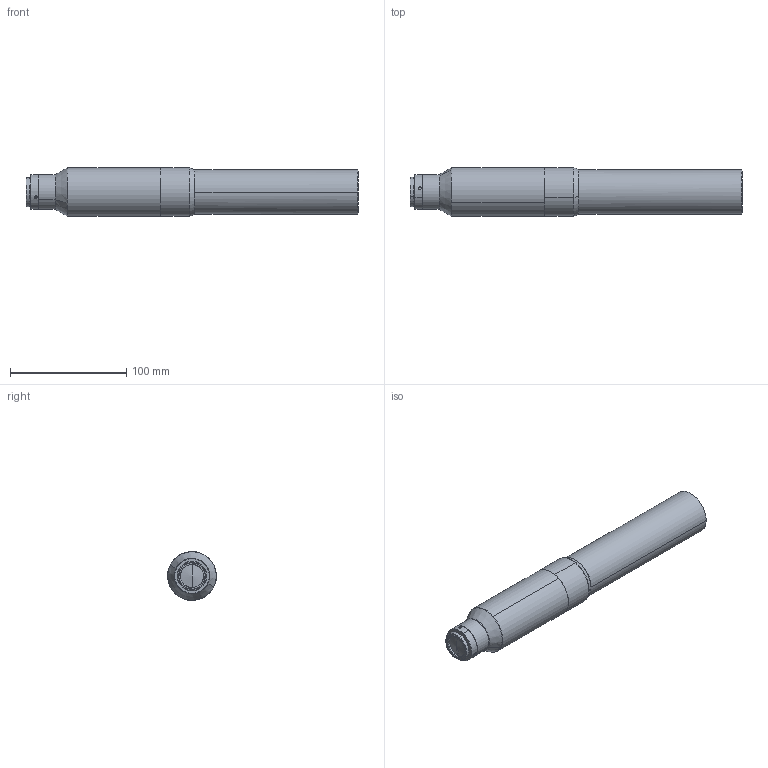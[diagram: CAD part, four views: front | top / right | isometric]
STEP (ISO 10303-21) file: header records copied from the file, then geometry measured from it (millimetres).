
FILE_DESCRIPTION (( 'STEP AP203' ), '1' );
FILE_NAME ('WH047-400A-111.STEP', '2019-09-28T00:45:21', ( '' ), ( '' ), 'SwSTEP 2.0', 'SolidWorks 2017', '' );
FILE_SCHEMA (( 'CONFIG_CONTROL_DESIGN' ));
Length unit declared in the file: millimetre
Products named in the file (1): WH047-400A-111
Bounding box: 285.21 x 41.96 x 41.96 mm (x, y, z)
Volume: 336587.2 mm3; surface area: 37038.9 mm2
Topology: 1 solids, 1 shells, 67 faces, 154 edges, 94 vertices
Faces by surface type: cone 27, cylinder 26, bspline 8, plane 6
Entity records: 2237 total; most frequent: CARTESIAN_POINT 672, DIRECTION 330, ORIENTED_EDGE 300, EDGE_CURVE 150, AXIS2_PLACEMENT_3D 140, VERTEX_POINT 94, CIRCLE 80, EDGE_LOOP 76
